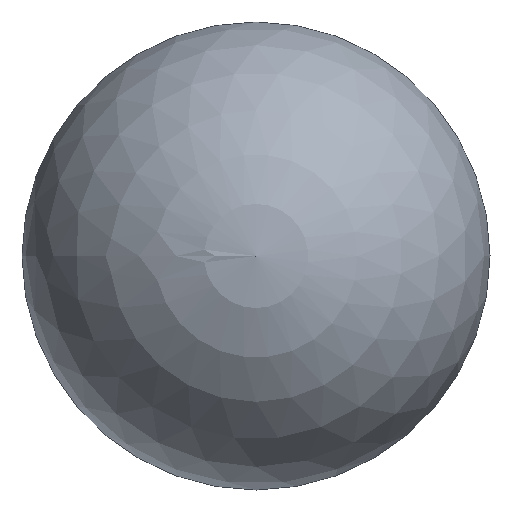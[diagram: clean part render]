
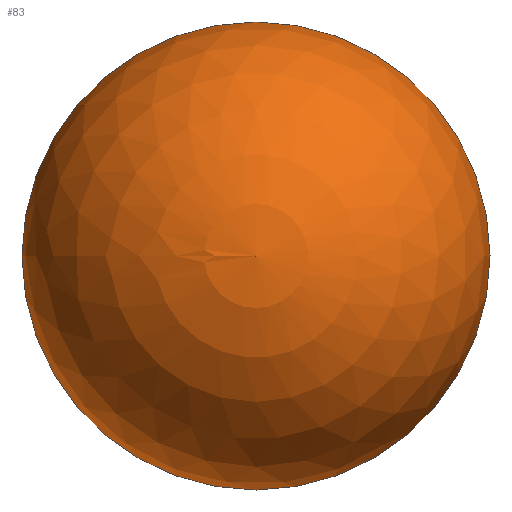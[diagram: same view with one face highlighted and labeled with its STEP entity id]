
A CAD part, left-side view. The second image highlights one B-rep face of the part: STEP entity #83.
In plain terms, the highlighted spherical face has radius 4.05 mm.
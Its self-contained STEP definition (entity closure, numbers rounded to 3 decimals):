
#24=FACE_OUTER_BOUND('',#29,.T.);
#29=EDGE_LOOP('',(#64,#65,#66,#67));
#37=CIRCLE('',#106,4.05);
#38=CIRCLE('',#107,4.05);
#39=CIRCLE('',#108,4.05);
#45=VERTEX_POINT('',#153);
#46=VERTEX_POINT('',#154);
#47=VERTEX_POINT('',#157);
#53=EDGE_CURVE('',#45,#46,#37,.T.);
#54=EDGE_CURVE('',#46,#45,#38,.T.);
#55=EDGE_CURVE('',#46,#47,#39,.T.);
#64=ORIENTED_EDGE('',*,*,#53,.F.);
#65=ORIENTED_EDGE('',*,*,#54,.F.);
#66=ORIENTED_EDGE('',*,*,#55,.T.);
#67=ORIENTED_EDGE('',*,*,#55,.F.);
#81=SPHERICAL_SURFACE('',#105,4.05);
#83=ADVANCED_FACE('',(#24),#81,.T.);
#105=AXIS2_PLACEMENT_3D('',#152,#124,#125);
#106=AXIS2_PLACEMENT_3D('',#155,#126,#127);
#107=AXIS2_PLACEMENT_3D('',#156,#128,#129);
#108=AXIS2_PLACEMENT_3D('',#158,#130,#131);
#124=DIRECTION('center_axis',(1.,0.,0.));
#125=DIRECTION('ref_axis',(0.,-1.,0.));
#126=DIRECTION('center_axis',(1.,0.,0.));
#127=DIRECTION('ref_axis',(0.,0.,-1.));
#128=DIRECTION('center_axis',(1.,0.,0.));
#129=DIRECTION('ref_axis',(0.,0.,-1.));
#130=DIRECTION('center_axis',(0.,0.,1.));
#131=DIRECTION('ref_axis',(0.,1.,0.));
#152=CARTESIAN_POINT('Origin',(-7.,0.,0.));
#153=CARTESIAN_POINT('',(-7.,0.,4.05));
#154=CARTESIAN_POINT('',(-7.,4.05,0.));
#155=CARTESIAN_POINT('Origin',(-7.,0.,0.));
#156=CARTESIAN_POINT('Origin',(-7.,0.,0.));
#157=CARTESIAN_POINT('',(-11.05,0.,0.));
#158=CARTESIAN_POINT('Origin',(-7.,0.,0.));
